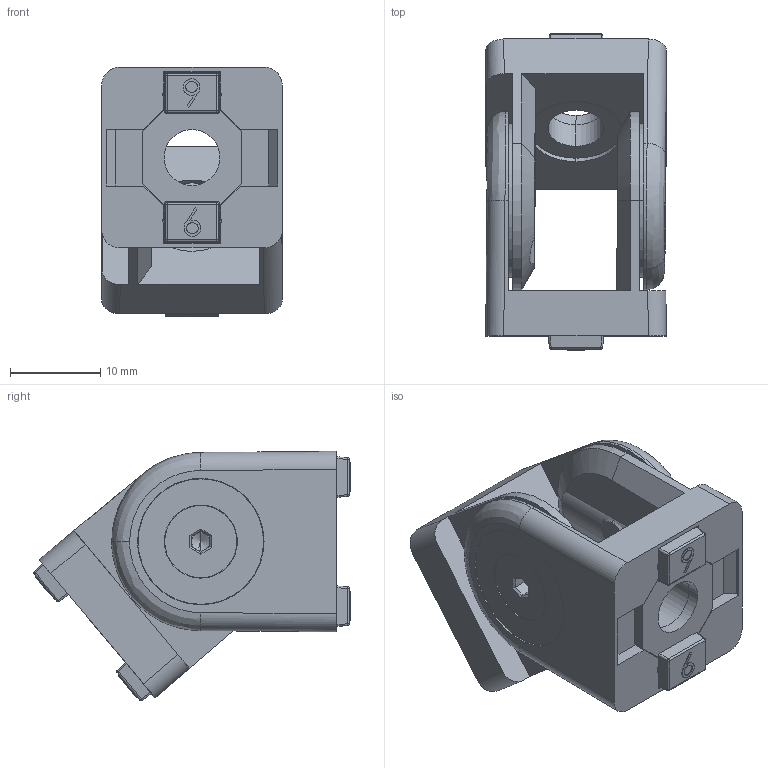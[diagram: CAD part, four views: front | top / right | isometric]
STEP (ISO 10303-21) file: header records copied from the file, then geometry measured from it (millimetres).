
FILE_DESCRIPTION (( 'STEP AP214' ), '1' );
FILE_NAME ('204500601.STEP', '2014-02-21T14:22:48', ( '' ), ( '' ), 'SwSTEP 2.0', 'SolidWorks 2014', '' );
FILE_SCHEMA (( 'AUTOMOTIVE_DESIGN' ));
Length unit declared in the file: millimetre
Products named in the file (1): 204500601
Bounding box: 20 x 35.05 x 27.62 mm (x, y, z)
Volume: 6733.6 mm3; surface area: 7789.6 mm2
Topology: 10 solids, 10 shells, 510 faces, 1236 edges, 764 vertices
Faces by surface type: plane 248, cylinder 130, bspline 40, torus 40, cone 36, sphere 16
Entity records: 23272 total; most frequent: CARTESIAN_POINT 5850, ORIENTED_EDGE 2464, DIRECTION 2370, EDGE_CURVE 1232, AXIS2_PLACEMENT_3D 840, VERTEX_POINT 764, LINE 690, VECTOR 690
